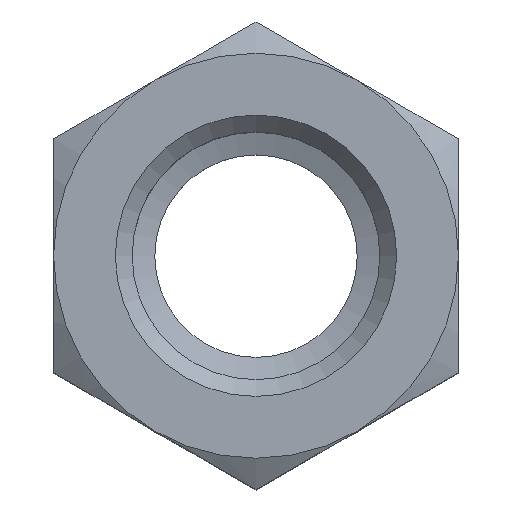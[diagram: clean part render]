
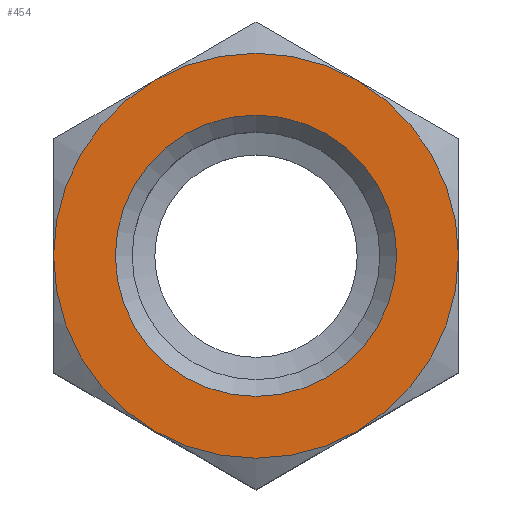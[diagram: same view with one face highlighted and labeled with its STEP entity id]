
A CAD part, top view. The second image highlights one B-rep face of the part: STEP entity #454.
In plain terms, the highlighted planar face has unit normal (0, 0, 1).
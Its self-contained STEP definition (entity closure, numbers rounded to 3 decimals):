
#41=PLANE('',#522);
#64=CIRCLE('',#513,7.);
#65=CIRCLE('',#515,7.);
#66=CIRCLE('',#517,7.);
#67=CIRCLE('',#519,7.);
#68=CIRCLE('',#521,7.);
#69=CIRCLE('',#523,7.);
#70=CIRCLE('',#524,4.864);
#169=ORIENTED_EDGE('',*,*,#239,.F.);
#170=ORIENTED_EDGE('',*,*,#238,.F.);
#171=ORIENTED_EDGE('',*,*,#240,.F.);
#172=ORIENTED_EDGE('',*,*,#237,.F.);
#173=ORIENTED_EDGE('',*,*,#236,.F.);
#174=ORIENTED_EDGE('',*,*,#235,.F.);
#175=ORIENTED_EDGE('',*,*,#241,.T.);
#235=EDGE_CURVE('',#273,#275,#64,.T.);
#236=EDGE_CURVE('',#275,#277,#65,.T.);
#237=EDGE_CURVE('',#277,#279,#66,.T.);
#238=EDGE_CURVE('',#269,#271,#67,.T.);
#239=EDGE_CURVE('',#271,#273,#68,.T.);
#240=EDGE_CURVE('',#279,#269,#69,.T.);
#241=EDGE_CURVE('',#280,#280,#70,.T.);
#269=VERTEX_POINT('',#774);
#271=VERTEX_POINT('',#787);
#273=VERTEX_POINT('',#799);
#275=VERTEX_POINT('',#811);
#277=VERTEX_POINT('',#823);
#279=VERTEX_POINT('',#835);
#280=VERTEX_POINT('',#853);
#346=EDGE_LOOP('',(#169,#170,#171,#172,#173,#174));
#347=EDGE_LOOP('',(#175));
#396=FACE_BOUND('',#346,.T.);
#397=FACE_BOUND('',#347,.T.);
#454=ADVANCED_FACE('',(#396,#397),#41,.F.);
#513=AXIS2_PLACEMENT_3D('',#841,#621,#622);
#515=AXIS2_PLACEMENT_3D('',#843,#625,#626);
#517=AXIS2_PLACEMENT_3D('',#845,#629,#630);
#519=AXIS2_PLACEMENT_3D('',#847,#633,#634);
#521=AXIS2_PLACEMENT_3D('',#849,#637,#638);
#522=AXIS2_PLACEMENT_3D('',#850,#639,#640);
#523=AXIS2_PLACEMENT_3D('',#851,#641,#642);
#524=AXIS2_PLACEMENT_3D('',#852,#643,#644);
#621=DIRECTION('',(0.,0.,-1.));
#622=DIRECTION('',(-1.,0.,0.));
#625=DIRECTION('',(0.,0.,-1.));
#626=DIRECTION('',(-1.,0.,0.));
#629=DIRECTION('',(0.,0.,-1.));
#630=DIRECTION('',(-1.,0.,0.));
#633=DIRECTION('',(0.,0.,-1.));
#634=DIRECTION('',(-1.,0.,0.));
#637=DIRECTION('',(0.,0.,-1.));
#638=DIRECTION('',(-1.,0.,0.));
#639=DIRECTION('',(0.,0.,-1.));
#640=DIRECTION('',(-1.,0.,0.));
#641=DIRECTION('',(0.,0.,-1.));
#642=DIRECTION('',(-1.,0.,0.));
#643=DIRECTION('',(0.,0.,-1.));
#644=DIRECTION('',(-1.,0.,0.));
#774=CARTESIAN_POINT('',(-7.,0.,26.));
#787=CARTESIAN_POINT('',(-3.5,6.062,26.));
#799=CARTESIAN_POINT('',(3.5,6.062,26.));
#811=CARTESIAN_POINT('',(7.,0.,26.));
#823=CARTESIAN_POINT('',(3.5,-6.062,26.));
#835=CARTESIAN_POINT('',(-3.5,-6.062,26.));
#841=CARTESIAN_POINT('',(0.,0.,26.));
#843=CARTESIAN_POINT('',(0.,0.,26.));
#845=CARTESIAN_POINT('',(0.,0.,26.));
#847=CARTESIAN_POINT('',(0.,0.,26.));
#849=CARTESIAN_POINT('',(0.,0.,26.));
#850=CARTESIAN_POINT('',(0.,0.,26.));
#851=CARTESIAN_POINT('',(0.,0.,26.));
#852=CARTESIAN_POINT('',(0.,0.,26.));
#853=CARTESIAN_POINT('',(-4.864,0.,26.));
